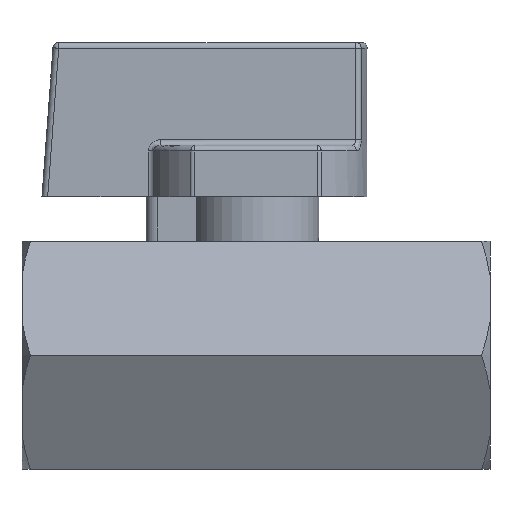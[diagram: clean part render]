
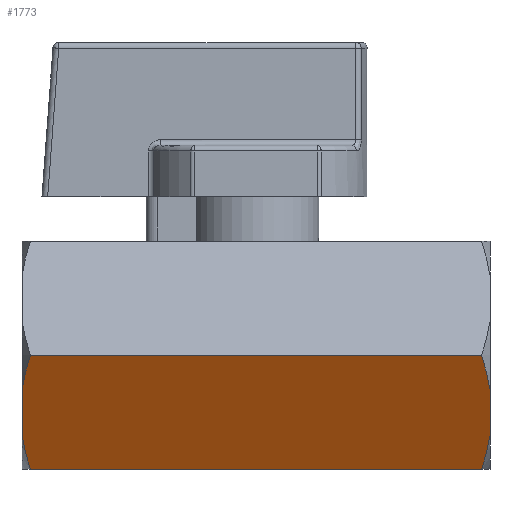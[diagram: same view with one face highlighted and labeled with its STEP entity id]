
A CAD part, left-side view. The second image highlights one B-rep face of the part: STEP entity #1773.
In plain terms, the highlighted planar face has unit normal (-0.866, 0, -0.5).
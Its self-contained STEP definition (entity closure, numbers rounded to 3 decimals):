
#60=B_SPLINE_CURVE_WITH_KNOTS('',3,(#2918,#2919,#2920,#2921),
 .UNSPECIFIED.,.F.,.F.,(4,4),(0.009,0.012),
 .UNSPECIFIED.);
#61=B_SPLINE_CURVE_WITH_KNOTS('',3,(#2923,#2924,#2925,#2926),
 .UNSPECIFIED.,.F.,.F.,(4,4),(0.017,0.02),
 .UNSPECIFIED.);
#71=B_SPLINE_CURVE_WITH_KNOTS('',3,(#3001,#3002,#3003,#3004),
 .UNSPECIFIED.,.F.,.F.,(4,4),(0.017,0.02),
 .UNSPECIFIED.);
#72=B_SPLINE_CURVE_WITH_KNOTS('',3,(#3008,#3009,#3010,#3011),
 .UNSPECIFIED.,.F.,.F.,(4,4),(0.009,0.012),
 .UNSPECIFIED.);
#121=LINE('',#2871,#192);
#132=LINE('',#2985,#203);
#134=LINE('',#2999,#205);
#135=LINE('',#3006,#206);
#192=VECTOR('',#2316,1000.);
#203=VECTOR('',#2357,1000.);
#205=VECTOR('',#2361,1000.);
#206=VECTOR('',#2362,1000.);
#271=PLANE('',#1961);
#589=ORIENTED_EDGE('',*,*,#859,.T.);
#590=ORIENTED_EDGE('',*,*,#836,.F.);
#591=ORIENTED_EDGE('',*,*,#822,.F.);
#592=ORIENTED_EDGE('',*,*,#835,.F.);
#593=ORIENTED_EDGE('',*,*,#855,.F.);
#594=ORIENTED_EDGE('',*,*,#860,.F.);
#595=ORIENTED_EDGE('',*,*,#861,.F.);
#596=ORIENTED_EDGE('',*,*,#862,.F.);
#822=EDGE_CURVE('',#977,#978,#121,.T.);
#835=EDGE_CURVE('',#986,#977,#60,.T.);
#836=EDGE_CURVE('',#978,#987,#61,.T.);
#855=EDGE_CURVE('',#1002,#986,#132,.T.);
#859=EDGE_CURVE('',#1005,#987,#134,.T.);
#860=EDGE_CURVE('',#1006,#1002,#71,.T.);
#861=EDGE_CURVE('',#1007,#1006,#135,.T.);
#862=EDGE_CURVE('',#1005,#1007,#72,.T.);
#977=VERTEX_POINT('',#2870);
#978=VERTEX_POINT('',#2872);
#986=VERTEX_POINT('',#2917);
#987=VERTEX_POINT('',#2927);
#1002=VERTEX_POINT('',#2986);
#1005=VERTEX_POINT('',#3000);
#1006=VERTEX_POINT('',#3005);
#1007=VERTEX_POINT('',#3007);
#1206=EDGE_LOOP('',(#589,#590,#591,#592,#593,#594,#595,#596));
#1324=FACE_BOUND('',#1206,.T.);
#1773=ADVANCED_FACE('',(#1324),#271,.T.);
#1961=AXIS2_PLACEMENT_3D('',#2998,#2359,#2360);
#2316=DIRECTION('',(0.5,0.,-0.866));
#2357=DIRECTION('',(0.,-1.,0.));
#2359=DIRECTION('',(-0.866,0.,-0.5));
#2360=DIRECTION('',(-0.5,0.,0.866));
#2361=DIRECTION('',(0.,-1.,0.));
#2362=DIRECTION('',(-0.5,0.,0.866));
#2870=CARTESIAN_POINT('',(-9.825,-20.5,-2.982));
#2871=CARTESIAN_POINT('',(-11.547,-20.5,0.));
#2872=CARTESIAN_POINT('',(-7.495,-20.5,-7.018));
#2917=CARTESIAN_POINT('',(-11.547,-19.762,0.));
#2918=CARTESIAN_POINT('',(-11.547,-19.762,0.));
#2919=CARTESIAN_POINT('',(-10.982,-20.088,-0.979));
#2920=CARTESIAN_POINT('',(-10.404,-20.348,-1.98));
#2921=CARTESIAN_POINT('',(-9.825,-20.5,-2.982));
#2923=CARTESIAN_POINT('',(-7.495,-20.5,-7.018));
#2924=CARTESIAN_POINT('',(-6.907,-20.346,-8.036));
#2925=CARTESIAN_POINT('',(-6.336,-20.086,-9.026));
#2926=CARTESIAN_POINT('',(-5.774,-19.762,-10.));
#2927=CARTESIAN_POINT('',(-5.774,-19.762,-10.));
#2985=CARTESIAN_POINT('',(-11.547,33.811,0.));
#2986=CARTESIAN_POINT('',(-11.547,19.762,0.));
#2998=CARTESIAN_POINT('',(-11.547,33.811,0.));
#2999=CARTESIAN_POINT('',(-5.774,33.811,-10.));
#3000=CARTESIAN_POINT('',(-5.774,19.762,-10.));
#3001=CARTESIAN_POINT('',(-9.825,20.5,-2.982));
#3002=CARTESIAN_POINT('',(-10.413,20.346,-1.964));
#3003=CARTESIAN_POINT('',(-10.985,20.086,-0.974));
#3004=CARTESIAN_POINT('',(-11.547,19.762,0.));
#3005=CARTESIAN_POINT('',(-9.825,20.5,-2.982));
#3006=CARTESIAN_POINT('',(-8.66,20.5,-5.));
#3007=CARTESIAN_POINT('',(-7.495,20.5,-7.018));
#3008=CARTESIAN_POINT('',(-5.774,19.762,-10.));
#3009=CARTESIAN_POINT('',(-6.339,20.088,-9.021));
#3010=CARTESIAN_POINT('',(-6.917,20.348,-8.02));
#3011=CARTESIAN_POINT('',(-7.495,20.5,-7.018));
